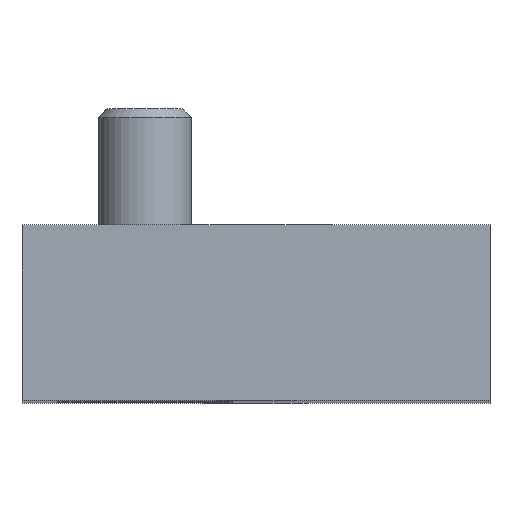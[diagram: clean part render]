
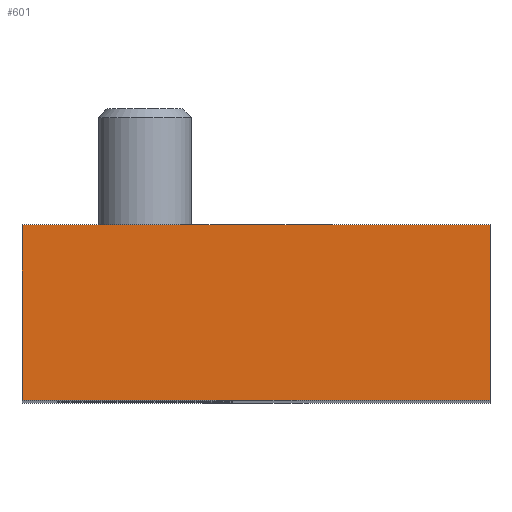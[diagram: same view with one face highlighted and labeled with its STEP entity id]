
A CAD part, top view. The second image highlights one B-rep face of the part: STEP entity #601.
In plain terms, the highlighted face is planar.
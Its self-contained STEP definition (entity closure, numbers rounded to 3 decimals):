
#106=ORIENTED_EDGE('',*,*,#249,.T.);
#107=ORIENTED_EDGE('',*,*,#250,.F.);
#108=ORIENTED_EDGE('',*,*,#251,.F.);
#109=ORIENTED_EDGE('',*,*,#247,.T.);
#247=EDGE_CURVE('',#319,#318,#370,.T.);
#249=EDGE_CURVE('',#318,#320,#372,.T.);
#250=EDGE_CURVE('',#321,#320,#373,.T.);
#251=EDGE_CURVE('',#319,#321,#374,.T.);
#318=VERTEX_POINT('',#970);
#319=VERTEX_POINT('',#972);
#320=VERTEX_POINT('',#976);
#321=VERTEX_POINT('',#978);
#370=LINE('',#971,#400);
#372=LINE('',#975,#402);
#373=LINE('',#977,#403);
#374=LINE('',#979,#404);
#400=VECTOR('',#767,1000.);
#402=VECTOR('',#771,1000.);
#403=VECTOR('',#772,1000.);
#404=VECTOR('',#773,1000.);
#427=EDGE_LOOP('',(#106,#107,#108,#109));
#501=FACE_BOUND('',#427,.T.);
#576=PLANE('',#673);
#601=ADVANCED_FACE('',(#501),#576,.F.);
#673=AXIS2_PLACEMENT_3D('',#974,#769,#770);
#767=DIRECTION('',(0.,0.,-1.));
#769=DIRECTION('',(0.,1.,0.));
#770=DIRECTION('',(0.,0.,1.));
#771=DIRECTION('',(1.,0.,0.));
#772=DIRECTION('',(0.,0.,-1.));
#773=DIRECTION('',(1.,0.,0.));
#970=CARTESIAN_POINT('',(-20.,0.,0.));
#971=CARTESIAN_POINT('',(-20.,0.,15.));
#972=CARTESIAN_POINT('',(-20.,0.,15.));
#974=CARTESIAN_POINT('',(-20.,0.,15.));
#975=CARTESIAN_POINT('',(-20.,0.,0.));
#976=CARTESIAN_POINT('',(20.,0.,0.));
#977=CARTESIAN_POINT('',(20.,0.,15.));
#978=CARTESIAN_POINT('',(20.,0.,15.));
#979=CARTESIAN_POINT('',(-20.,0.,15.));
